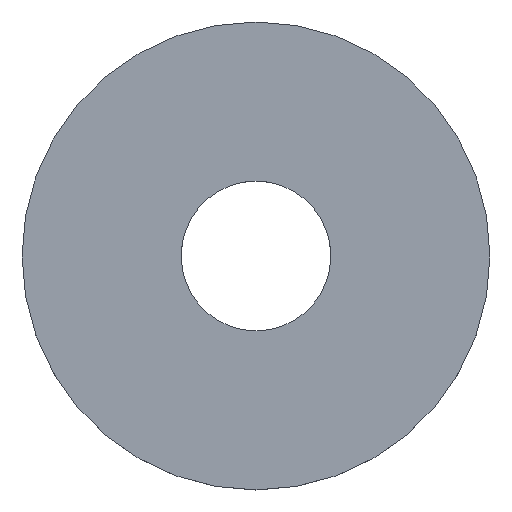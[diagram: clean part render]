
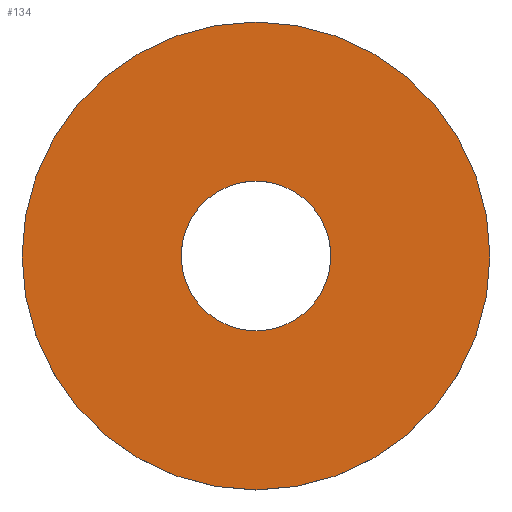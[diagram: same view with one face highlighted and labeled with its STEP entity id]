
A CAD part, top view. The second image highlights one B-rep face of the part: STEP entity #134.
In plain terms, the highlighted planar face has unit normal (0, 0, 1).
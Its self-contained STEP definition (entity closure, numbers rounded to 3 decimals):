
#8 = DIRECTION ( 'NONE',  ( 1., 0., 0. ) ) ;
#13 = CIRCLE ( 'NONE', #87, 3.2 ) ;
#17 = EDGE_CURVE ( 'NONE', #73, #73, #97, .T. ) ;
#22 = VERTEX_POINT ( 'NONE', #79 ) ;
#23 = FACE_BOUND ( 'NONE', #119, .T. ) ;
#30 = PLANE ( 'NONE',  #44 ) ;
#33 = ORIENTED_EDGE ( 'NONE', *, *, #17, .T. ) ;
#38 = FACE_OUTER_BOUND ( 'NONE', #133, .T. ) ;
#41 = DIRECTION ( 'NONE',  ( 1., 0., 0. ) ) ;
#44 = AXIS2_PLACEMENT_3D ( 'NONE', #63, #106, #94 ) ;
#45 = CARTESIAN_POINT ( 'NONE',  ( 0., 0., 1.25 ) ) ;
#46 = ORIENTED_EDGE ( 'NONE', *, *, #82, .F. ) ;
#60 = CARTESIAN_POINT ( 'NONE',  ( 0., 0., 1.25 ) ) ;
#63 = CARTESIAN_POINT ( 'NONE',  ( 0., 0., 1.25 ) ) ;
#73 = VERTEX_POINT ( 'NONE', #107 ) ;
#79 = CARTESIAN_POINT ( 'NONE',  ( 3.2, 0., 1.25 ) ) ;
#82 = EDGE_CURVE ( 'NONE', #22, #22, #13, .T. ) ;
#87 = AXIS2_PLACEMENT_3D ( 'NONE', #60, #108, #41 ) ;
#90 = DIRECTION ( 'NONE',  ( 0., 0., 1. ) ) ;
#94 = DIRECTION ( 'NONE',  ( 1., 0., 0. ) ) ;
#97 = CIRCLE ( 'NONE', #121, 10. ) ;
#106 = DIRECTION ( 'NONE',  ( 0., 0., 1. ) ) ;
#107 = CARTESIAN_POINT ( 'NONE',  ( 10., 0., 1.25 ) ) ;
#108 = DIRECTION ( 'NONE',  ( 0., 0., 1. ) ) ;
#119 = EDGE_LOOP ( 'NONE', ( #46 ) ) ;
#121 = AXIS2_PLACEMENT_3D ( 'NONE', #45, #90, #8 ) ;
#133 = EDGE_LOOP ( 'NONE', ( #33 ) ) ;
#134 = ADVANCED_FACE ( 'NONE', ( #38, #23 ), #30, .T. ) ;
